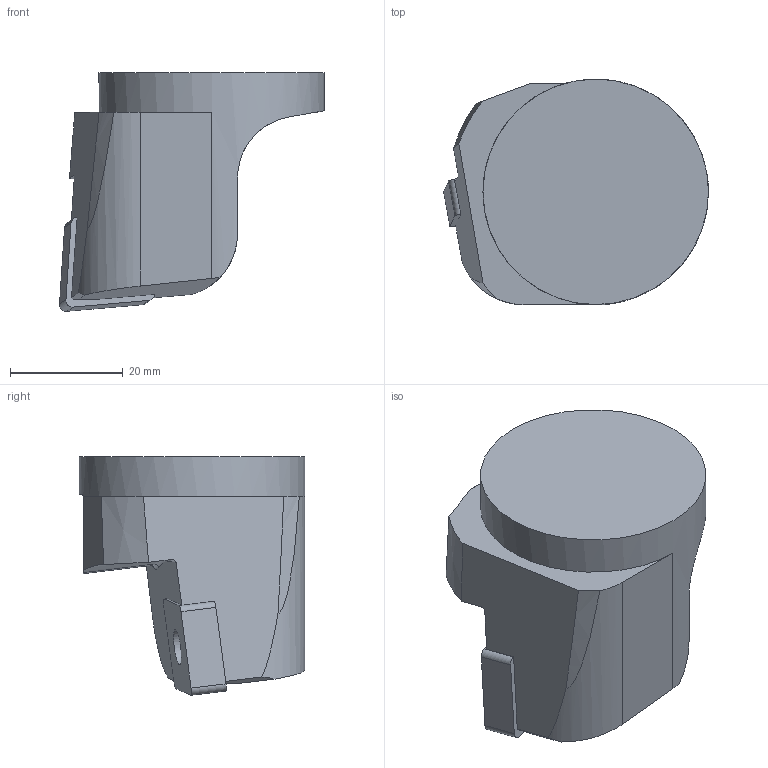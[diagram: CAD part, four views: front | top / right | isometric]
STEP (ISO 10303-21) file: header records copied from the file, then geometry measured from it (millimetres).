
FILE_DESCRIPTION(/* description */ ('3-D model version:1'),/* implementation_level */ '2;1');
FILE_NAME(/* name */ 'SL-PCLNR-40-16HP',/* time_stamp */ '2011-12-06T13:46:21+01:00',/* author */ ('InteractiveCad'),/* organization */ ('AB Sandvik Coromant'),/* preprocessor_version */ 'ST-DEVELOPER v11',/* originating_system */ 'SIEMENS UGS NX 6.0',/* authorisation */ '');
FILE_SCHEMA (('AP203_CONFIGURATION_CONTROLLED_3D_DESIGN_OF_MECHANICAL_PARTS_AND_ASSEMBLIES_MIM_LF'));
Length unit declared in the file: millimetre
Products named in the file (1): SL_PCLNR_40_16HP_SIM
Bounding box: 47 x 40 x 42.32 mm (x, y, z)
Volume: 35138.3 mm3; surface area: 8031.8 mm2
Topology: 2 solids, 2 shells, 42 faces, 113 edges, 75 vertices
Faces by surface type: plane 23, cylinder 14, torus 3, cone 2
Full cylindrical faces by diameter (mm): 6.35 x1, 40 x1
Entity records: 1498 total; most frequent: CARTESIAN_POINT 332, DIRECTION 224, ORIENTED_EDGE 218, EDGE_CURVE 109, AXIS2_PLACEMENT_3D 84, VERTEX_POINT 73, LINE 56, VECTOR 56
